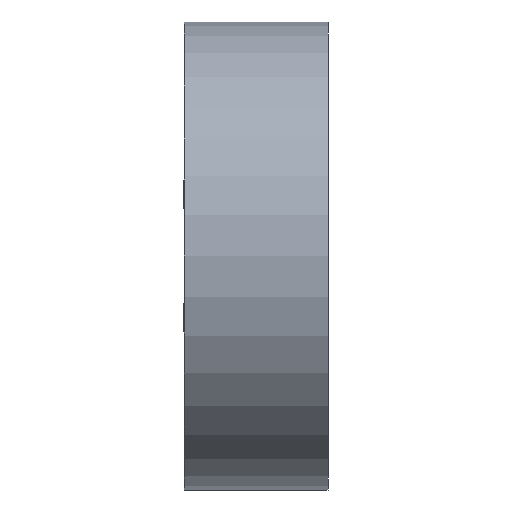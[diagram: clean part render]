
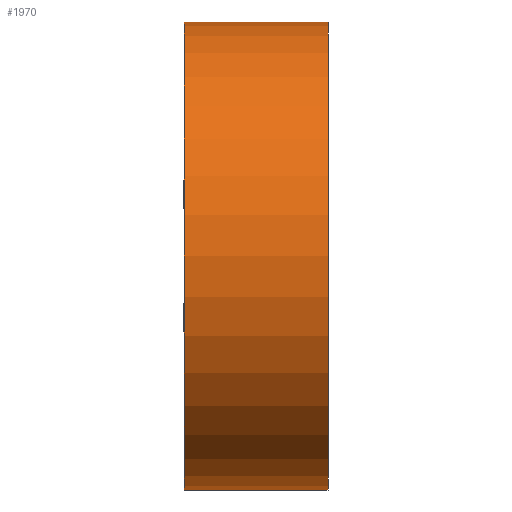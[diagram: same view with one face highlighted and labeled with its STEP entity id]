
A CAD part, left-side view. The second image highlights one B-rep face of the part: STEP entity #1970.
In plain terms, the highlighted cylindrical face has radius 20.637 mm (diameter 41.275 mm), a partial arc.
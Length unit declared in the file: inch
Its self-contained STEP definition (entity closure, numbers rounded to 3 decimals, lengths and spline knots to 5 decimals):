
#31 = AXIS2_PLACEMENT_3D ( 'NONE', #2222, #669, #139 ) ;
#139 = DIRECTION ( 'NONE',  ( 0., 0., -1. ) ) ;
#232 = VERTEX_POINT ( 'NONE', #617 ) ;
#316 = VECTOR ( 'NONE', #2221, 39.37008 ) ;
#441 = VERTEX_POINT ( 'NONE', #1025 ) ;
#578 = DIRECTION ( 'NONE',  ( 0., -1., 0. ) ) ;
#617 = CARTESIAN_POINT ( 'NONE',  ( 0., 0.25, -0.8125 ) ) ;
#659 = CARTESIAN_POINT ( 'NONE',  ( 0., 0.25, -0.8125 ) ) ;
#669 = DIRECTION ( 'NONE',  ( 0., 1., 0. ) ) ;
#679 = VERTEX_POINT ( 'NONE', #2220 ) ;
#779 = CARTESIAN_POINT ( 'NONE',  ( 0., 0.25, 0. ) ) ;
#810 = EDGE_LOOP ( 'NONE', ( #2179, #1490, #1622, #1775 ) ) ;
#920 = EDGE_CURVE ( 'NONE', #441, #679, #1857, .T. ) ;
#985 = DIRECTION ( 'NONE',  ( 0., 1., 0. ) ) ;
#1025 = CARTESIAN_POINT ( 'NONE',  ( 0., 0.25, 0.8125 ) ) ;
#1031 = DIRECTION ( 'NONE',  ( 0., -1., 0. ) ) ;
#1138 = CARTESIAN_POINT ( 'NONE',  ( 0., -0.25, -0.8125 ) ) ;
#1143 = CIRCLE ( 'NONE', #31, 0.8125 ) ;
#1183 = AXIS2_PLACEMENT_3D ( 'NONE', #779, #578, #1465 ) ;
#1188 = CARTESIAN_POINT ( 'NONE',  ( 0., 0.25, 0. ) ) ;
#1295 = FACE_OUTER_BOUND ( 'NONE', #810, .T. ) ;
#1465 = DIRECTION ( 'NONE',  ( 0., 0., -1. ) ) ;
#1490 = ORIENTED_EDGE ( 'NONE', *, *, #2101, .F. ) ;
#1576 = AXIS2_PLACEMENT_3D ( 'NONE', #1188, #985, #1869 ) ;
#1622 = ORIENTED_EDGE ( 'NONE', *, *, #2113, .T. ) ;
#1636 = CYLINDRICAL_SURFACE ( 'NONE', #1183, 0.8125 ) ;
#1775 = ORIENTED_EDGE ( 'NONE', *, *, #2077, .T. ) ;
#1836 = CIRCLE ( 'NONE', #1576, 0.8125 ) ;
#1857 = LINE ( 'NONE', #2041, #316 ) ;
#1869 = DIRECTION ( 'NONE',  ( 0., 0., -1. ) ) ;
#1970 = ADVANCED_FACE ( 'NONE', ( #1295 ), #1636, .T. ) ;
#2027 = VERTEX_POINT ( 'NONE', #1138 ) ;
#2041 = CARTESIAN_POINT ( 'NONE',  ( 0., 0.25, 0.8125 ) ) ;
#2077 = EDGE_CURVE ( 'NONE', #2027, #679, #1143, .T. ) ;
#2101 = EDGE_CURVE ( 'NONE', #232, #441, #1836, .T. ) ;
#2113 = EDGE_CURVE ( 'NONE', #232, #2027, #2211, .T. ) ;
#2160 = VECTOR ( 'NONE', #1031, 39.37008 ) ;
#2179 = ORIENTED_EDGE ( 'NONE', *, *, #920, .F. ) ;
#2211 = LINE ( 'NONE', #659, #2160 ) ;
#2220 = CARTESIAN_POINT ( 'NONE',  ( 0., -0.25, 0.8125 ) ) ;
#2221 = DIRECTION ( 'NONE',  ( 0., -1., 0. ) ) ;
#2222 = CARTESIAN_POINT ( 'NONE',  ( 0., -0.25, 0. ) ) ;
